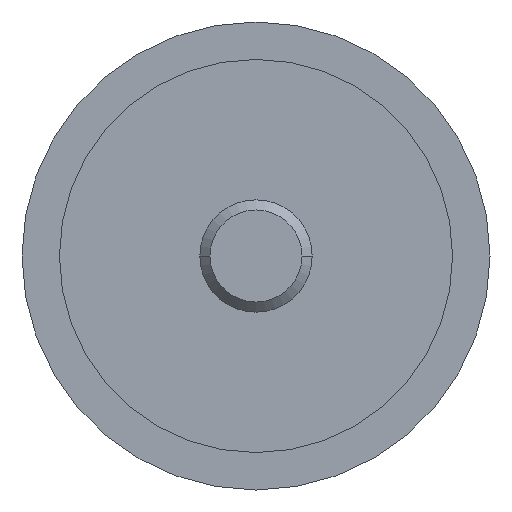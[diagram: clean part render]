
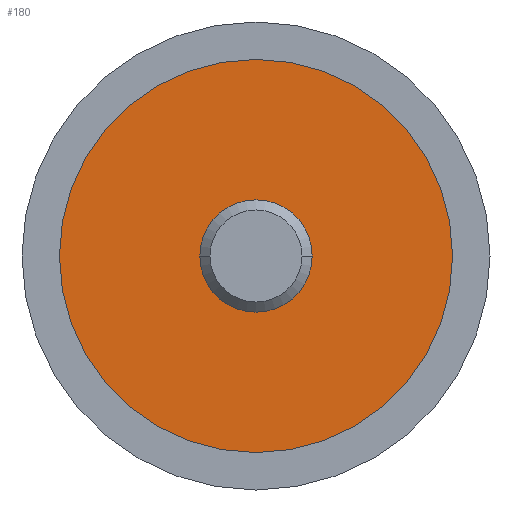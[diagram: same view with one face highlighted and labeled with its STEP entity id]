
A CAD part, front view. The second image highlights one B-rep face of the part: STEP entity #180.
In plain terms, the highlighted planar face has unit normal (0, -1, 0).
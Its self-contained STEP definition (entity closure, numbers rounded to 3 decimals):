
#180=ADVANCED_FACE('',(#428,#429),#430,.T.);
#188=EDGE_CURVE('',#330,#234,#438,.T.);
#218=VERTEX_POINT('',#472);
#232=VERTEX_POINT('',#487);
#234=VERTEX_POINT('',#489);
#318=EDGE_CURVE('',#234,#330,#585,.T.);
#330=VERTEX_POINT('',#599);
#332=EDGE_CURVE('',#232,#218,#601,.T.);
#346=EDGE_CURVE('',#218,#232,#617,.T.);
#428=FACE_BOUND('',#706,.T.);
#429=FACE_OUTER_BOUND('',#707,.T.);
#430=PLANE('',#708);
#438=CIRCLE('',#718,3.0);
#472=CARTESIAN_POINT('',(10.5,0.0,0.0));
#487=CARTESIAN_POINT('',(-10.5,0.0,0.));
#489=CARTESIAN_POINT('',(3.0,0.0,0.));
#585=CIRCLE('',#910,3.0);
#599=CARTESIAN_POINT('',(-3.0,0.0,0.));
#601=CIRCLE('',#930,10.5);
#617=CIRCLE('',#950,10.5);
#706=EDGE_LOOP('',(#1017,#1018));
#707=EDGE_LOOP('',(#1019,#1020));
#708=AXIS2_PLACEMENT_3D('',#1021,#1022,#1023);
#718=AXIS2_PLACEMENT_3D('',#1027,#1028,#1029);
#910=AXIS2_PLACEMENT_3D('',#1223,#1224,#1225);
#930=AXIS2_PLACEMENT_3D('',#1244,#1245,#1246);
#950=AXIS2_PLACEMENT_3D('',#1267,#1268,#1269);
#1017=ORIENTED_EDGE('',*,*,#188,.T.);
#1018=ORIENTED_EDGE('',*,*,#318,.T.);
#1019=ORIENTED_EDGE('',*,*,#346,.T.);
#1020=ORIENTED_EDGE('',*,*,#332,.T.);
#1021=CARTESIAN_POINT('',(0.0,0.0,0.0));
#1022=DIRECTION('',(0.0,-1.0,0.0));
#1023=DIRECTION('',(-1.0,0.0,0.0));
#1027=CARTESIAN_POINT('',(0.0,0.0,0.0));
#1028=DIRECTION('',(-0.0,1.0,0.0));
#1029=DIRECTION('',(1.0,0.0,0.0));
#1223=CARTESIAN_POINT('',(0.0,0.0,0.0));
#1224=DIRECTION('',(-0.0,1.0,0.0));
#1225=DIRECTION('',(1.0,0.0,0.0));
#1244=CARTESIAN_POINT('',(0.0,0.0,0.0));
#1245=DIRECTION('',(0.0,-1.0,0.0));
#1246=DIRECTION('',(1.0,0.0,0.0));
#1267=CARTESIAN_POINT('',(0.0,0.0,0.0));
#1268=DIRECTION('',(0.0,-1.0,0.0));
#1269=DIRECTION('',(1.0,0.0,0.0));
